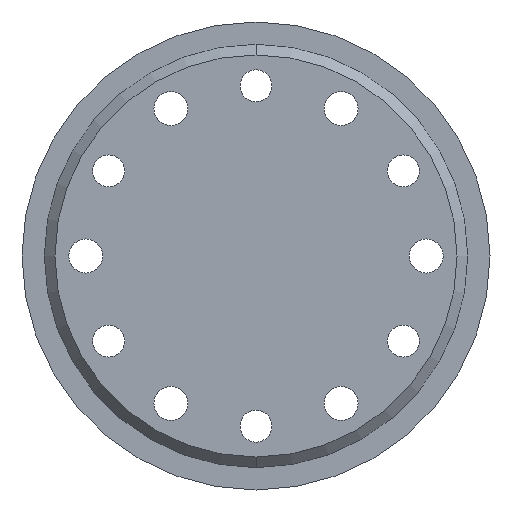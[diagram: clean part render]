
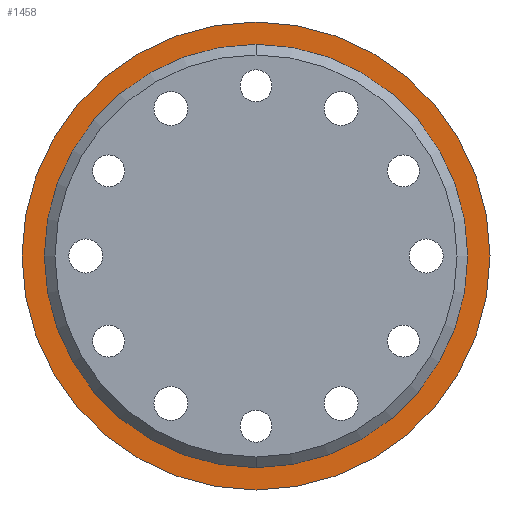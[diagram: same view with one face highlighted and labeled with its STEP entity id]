
A CAD part, front view. The second image highlights one B-rep face of the part: STEP entity #1458.
In plain terms, the highlighted planar face has unit normal (0, -1, 0).
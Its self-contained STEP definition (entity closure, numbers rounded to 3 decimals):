
#2 = EDGE_CURVE ( 'NONE', #50, #1030, #1593, .T. ) ;
#20 = AXIS2_PLACEMENT_3D ( 'NONE', #1558, #432, #791 ) ;
#22 = CARTESIAN_POINT ( 'NONE',  ( 0., 7., 0. ) ) ;
#50 = VERTEX_POINT ( 'NONE', #1315 ) ;
#74 = EDGE_CURVE ( 'NONE', #1557, #929, #1197, .T. ) ;
#102 = AXIS2_PLACEMENT_3D ( 'NONE', #255, #1135, #751 ) ;
#117 = ORIENTED_EDGE ( 'NONE', *, *, #2, .T. ) ;
#147 = CIRCLE ( 'NONE', #20, 22. ) ;
#255 = CARTESIAN_POINT ( 'NONE',  ( 0., 7., 0. ) ) ;
#379 = FACE_OUTER_BOUND ( 'NONE', #840, .T. ) ;
#385 = EDGE_CURVE ( 'NONE', #929, #1557, #147, .T. ) ;
#406 = CARTESIAN_POINT ( 'NONE',  ( 0., 7., 22. ) ) ;
#419 = ORIENTED_EDGE ( 'NONE', *, *, #385, .F. ) ;
#432 = DIRECTION ( 'NONE',  ( 0., 1., 0. ) ) ;
#489 = DIRECTION ( 'NONE',  ( 0., 0., 1. ) ) ;
#575 = EDGE_CURVE ( 'NONE', #1030, #50, #863, .T. ) ;
#584 = CARTESIAN_POINT ( 'NONE',  ( 0., 7., -22. ) ) ;
#614 = ORIENTED_EDGE ( 'NONE', *, *, #575, .T. ) ;
#661 = DIRECTION ( 'NONE',  ( 0., 0., 1. ) ) ;
#708 = CARTESIAN_POINT ( 'NONE',  ( 0., 7., 0. ) ) ;
#751 = DIRECTION ( 'NONE',  ( 0., 0., 1. ) ) ;
#791 = DIRECTION ( 'NONE',  ( 0., 0., 1. ) ) ;
#809 = DIRECTION ( 'NONE',  ( 0., 1., 0. ) ) ;
#840 = EDGE_LOOP ( 'NONE', ( #419, #879 ) ) ;
#848 = AXIS2_PLACEMENT_3D ( 'NONE', #959, #809, #1074 ) ;
#863 = CIRCLE ( 'NONE', #1291, 19.9 ) ;
#869 = AXIS2_PLACEMENT_3D ( 'NONE', #22, #1556, #661 ) ;
#879 = ORIENTED_EDGE ( 'NONE', *, *, #74, .F. ) ;
#892 = EDGE_LOOP ( 'NONE', ( #117, #614 ) ) ;
#929 = VERTEX_POINT ( 'NONE', #584 ) ;
#959 = CARTESIAN_POINT ( 'NONE',  ( 0., 7., 0. ) ) ;
#1030 = VERTEX_POINT ( 'NONE', #1230 ) ;
#1074 = DIRECTION ( 'NONE',  ( 0., 0., 1. ) ) ;
#1135 = DIRECTION ( 'NONE',  ( 0., 1., 0. ) ) ;
#1197 = CIRCLE ( 'NONE', #848, 22. ) ;
#1224 = DIRECTION ( 'NONE',  ( 0., 1., 0. ) ) ;
#1230 = CARTESIAN_POINT ( 'NONE',  ( 0., 7., 19.9 ) ) ;
#1291 = AXIS2_PLACEMENT_3D ( 'NONE', #708, #1224, #489 ) ;
#1315 = CARTESIAN_POINT ( 'NONE',  ( 0., 7., -19.9 ) ) ;
#1375 = PLANE ( 'NONE',  #102 ) ;
#1458 = ADVANCED_FACE ( 'NONE', ( #1494, #379 ), #1375, .F. ) ;
#1494 = FACE_BOUND ( 'NONE', #892, .T. ) ;
#1556 = DIRECTION ( 'NONE',  ( 0., 1., 0. ) ) ;
#1557 = VERTEX_POINT ( 'NONE', #406 ) ;
#1558 = CARTESIAN_POINT ( 'NONE',  ( 0., 7., 0. ) ) ;
#1593 = CIRCLE ( 'NONE', #869, 19.9 ) ;
